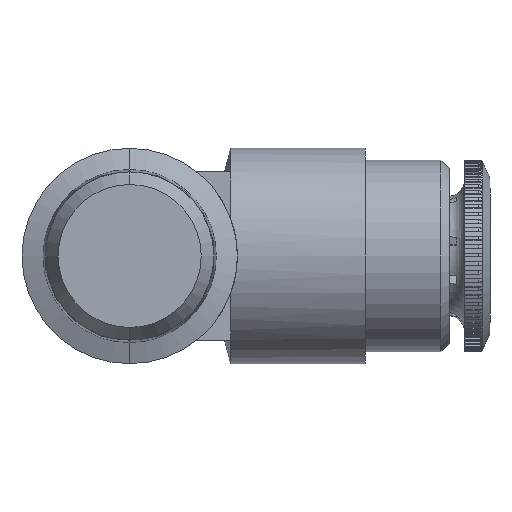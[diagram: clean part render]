
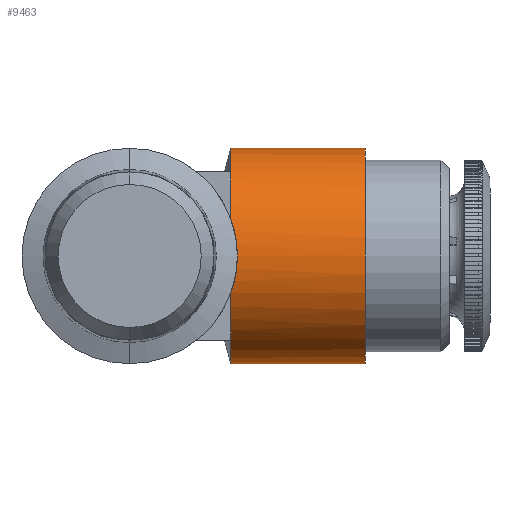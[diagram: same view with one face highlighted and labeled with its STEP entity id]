
A CAD part, front view. The second image highlights one B-rep face of the part: STEP entity #9463.
In plain terms, the highlighted cylindrical face has radius 6.4 mm (diameter 12.8 mm), a partial arc.
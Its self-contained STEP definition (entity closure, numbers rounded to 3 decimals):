
#112 = VERTEX_POINT ( 'NONE', #4040 ) ;
#126 = VERTEX_POINT ( 'NONE', #4054 ) ;
#127 = VERTEX_POINT ( 'NONE', #4055 ) ;
#128 = VERTEX_POINT ( 'NONE', #4056 ) ;
#129 = VERTEX_POINT ( 'NONE', #4057 ) ;
#130 = VERTEX_POINT ( 'NONE', #4058 ) ;
#136 = VERTEX_POINT ( 'NONE', #4064 ) ;
#137 = VERTEX_POINT ( 'NONE', #4065 ) ;
#147 = VERTEX_POINT ( 'NONE', #4075 ) ;
#151 = VERTEX_POINT ( 'NONE', #4079 ) ;
#152 = VERTEX_POINT ( 'NONE', #4080 ) ;
#154 = VERTEX_POINT ( 'NONE', #4082 ) ;
#155 = VERTEX_POINT ( 'NONE', #4083 ) ;
#158 = VERTEX_POINT ( 'NONE', #4086 ) ;
#843 =( BOUNDED_CURVE ( )  B_SPLINE_CURVE ( 3, ( #1367, #1366, #1371, #1372 ),
 .UNSPECIFIED., .F., .F. ) 
 B_SPLINE_CURVE_WITH_KNOTS ( ( 4, 4 ),
 ( 5.932, 6.634 ),
 .UNSPECIFIED. ) 
 CURVE ( )  GEOMETRIC_REPRESENTATION_ITEM ( )  RATIONAL_B_SPLINE_CURVE ( ( 1., 0.959, 0.959, 1. ) ) 
 REPRESENTATION_ITEM ( '' )  );
#1366 = CARTESIAN_POINT ( 'NONE',  ( -12.964, -6.536, -0.765 ) ) ;
#1367 = CARTESIAN_POINT ( 'NONE',  ( -13.491, -6.009, -2.202 ) ) ;
#1371 = CARTESIAN_POINT ( 'NONE',  ( -12.964, -6.536, 0.765 ) ) ;
#1372 = CARTESIAN_POINT ( 'NONE',  ( -13.491, -6.009, 2.202 ) ) ;
#1440 = CARTESIAN_POINT ( 'NONE',  ( 0., -3.995, 5. ) ) ;
#1441 = DIRECTION ( 'NONE',  ( -1., 0., 0. ) ) ;
#1445 = DIRECTION ( 'NONE',  ( 1., 0., 0. ) ) ;
#1446 = CARTESIAN_POINT ( 'NONE',  ( -13.491, 0., 0. ) ) ;
#1447 = DIRECTION ( 'NONE',  ( 1., 0., 0. ) ) ;
#1448 = DIRECTION ( 'NONE',  ( 0., 0., -1. ) ) ;
#1449 = CARTESIAN_POINT ( 'NONE',  ( 0., -6.004, 2.217 ) ) ;
#1450 = CARTESIAN_POINT ( 'NONE',  ( -13.484, 0., 0. ) ) ;
#1451 = DIRECTION ( 'NONE',  ( -1., 0., 0. ) ) ;
#1452 = DIRECTION ( 'NONE',  ( 0., 0., -1. ) ) ;
#1453 = CARTESIAN_POINT ( 'NONE',  ( 0., -6.004, -2.217 ) ) ;
#1454 = DIRECTION ( 'NONE',  ( -1., 0., 0. ) ) ;
#1455 = CARTESIAN_POINT ( 'NONE',  ( -13.491, 0., 0. ) ) ;
#1456 = DIRECTION ( 'NONE',  ( 1., 0., 0. ) ) ;
#1457 = DIRECTION ( 'NONE',  ( 0., 0., -1. ) ) ;
#1458 = CARTESIAN_POINT ( 'NONE',  ( -13.491, 0., 0. ) ) ;
#1459 = DIRECTION ( 'NONE',  ( 1., 0., 0. ) ) ;
#1460 = DIRECTION ( 'NONE',  ( 0., 0., -1. ) ) ;
#1461 = DIRECTION ( 'NONE',  ( -1., 0., 0. ) ) ;
#1463 = CARTESIAN_POINT ( 'NONE',  ( 0., -3.995, -5. ) ) ;
#1464 = CARTESIAN_POINT ( 'NONE',  ( -13.484, 0., 0. ) ) ;
#1465 = DIRECTION ( 'NONE',  ( -1., 0., 0. ) ) ;
#1466 = DIRECTION ( 'NONE',  ( 0., 0., -1. ) ) ;
#1469 = CARTESIAN_POINT ( 'NONE',  ( -5.5, 0., 0. ) ) ;
#1470 = DIRECTION ( 'NONE',  ( -1., 0., 0. ) ) ;
#1471 = DIRECTION ( 'NONE',  ( 0., 0., -1. ) ) ;
#4040 = CARTESIAN_POINT ( 'NONE',  ( -13.491, -6.009, 2.202 ) ) ;
#4054 = CARTESIAN_POINT ( 'NONE',  ( -13.491, -3.995, -5. ) ) ;
#4055 = CARTESIAN_POINT ( 'NONE',  ( -13.491, 0., -6.4 ) ) ;
#4056 = CARTESIAN_POINT ( 'NONE',  ( -13.491, 0., 6.4 ) ) ;
#4057 = CARTESIAN_POINT ( 'NONE',  ( -5.5, 0., 6.4 ) ) ;
#4058 = CARTESIAN_POINT ( 'NONE',  ( -13.491, -3.995, 5. ) ) ;
#4064 = CARTESIAN_POINT ( 'NONE',  ( -5.5, 0., -6.4 ) ) ;
#4065 = CARTESIAN_POINT ( 'NONE',  ( -13.491, -6.009, -2.202 ) ) ;
#4075 = CARTESIAN_POINT ( 'NONE',  ( -13.484, -6.004, 2.217 ) ) ;
#4079 = CARTESIAN_POINT ( 'NONE',  ( -13.484, -3.995, 5. ) ) ;
#4080 = CARTESIAN_POINT ( 'NONE',  ( -13.491, -6.004, 2.217 ) ) ;
#4082 = CARTESIAN_POINT ( 'NONE',  ( -13.491, -6.004, -2.217 ) ) ;
#4083 = CARTESIAN_POINT ( 'NONE',  ( -13.484, -3.995, -5. ) ) ;
#4086 = CARTESIAN_POINT ( 'NONE',  ( -13.484, -6.004, -2.217 ) ) ;
#4383 = AXIS2_PLACEMENT_3D ( 'NONE', #7565, #7560, #7562 ) ;
#4445 = AXIS2_PLACEMENT_3D ( 'NONE', #7970, #7971, #7972 ) ;
#4460 = AXIS2_PLACEMENT_3D ( 'NONE', #1446, #1447, #1448 ) ;
#4461 = AXIS2_PLACEMENT_3D ( 'NONE', #1450, #1451, #1452 ) ;
#4462 = AXIS2_PLACEMENT_3D ( 'NONE', #1455, #1456, #1457 ) ;
#4463 = AXIS2_PLACEMENT_3D ( 'NONE', #1458, #1459, #1460 ) ;
#4464 = AXIS2_PLACEMENT_3D ( 'NONE', #1464, #1465, #1466 ) ;
#4465 = AXIS2_PLACEMENT_3D ( 'NONE', #1469, #1470, #1471 ) ;
#7560 = DIRECTION ( 'NONE',  ( 1., 0., 0. ) ) ;
#7562 = DIRECTION ( 'NONE',  ( 0., 0., -1. ) ) ;
#7565 = CARTESIAN_POINT ( 'NONE',  ( 0., 0., 0. ) ) ;
#7964 = DIRECTION ( 'NONE',  ( 1., 0., 0. ) ) ;
#7967 = DIRECTION ( 'NONE',  ( 1., 0., 0. ) ) ;
#7968 = CARTESIAN_POINT ( 'NONE',  ( 0., 0., -6.4 ) ) ;
#7969 = CARTESIAN_POINT ( 'NONE',  ( 0., 0., 6.4 ) ) ;
#7970 = CARTESIAN_POINT ( 'NONE',  ( -13.491, 0., 0. ) ) ;
#7971 = DIRECTION ( 'NONE',  ( 1., 0., 0. ) ) ;
#7972 = DIRECTION ( 'NONE',  ( 0., 0., -1. ) ) ;
#7982 = FACE_OUTER_BOUND ( 'NONE', #12946, .T. ) ;
#7987 = CYLINDRICAL_SURFACE ( 'NONE', #4383, 6.4 ) ;
#8083 = CIRCLE ( 'NONE', #4445, 6.4 ) ;
#8084 = LINE ( 'NONE', #7969, #8086 ) ;
#8086 = VECTOR ( 'NONE', #7964, 1000. ) ;
#8087 = LINE ( 'NONE', #7968, #8089 ) ;
#8089 = VECTOR ( 'NONE', #7967, 1000. ) ;
#8127 = LINE ( 'NONE', #1449, #8145 ) ;
#8139 = CIRCLE ( 'NONE', #4460, 6.4 ) ;
#8140 = LINE ( 'NONE', #1440, #8142 ) ;
#8141 = CIRCLE ( 'NONE', #4461, 6.4 ) ;
#8142 = VECTOR ( 'NONE', #1441, 1000. ) ;
#8143 = CIRCLE ( 'NONE', #4464, 6.4 ) ;
#8144 = CIRCLE ( 'NONE', #4462, 6.4 ) ;
#8145 = VECTOR ( 'NONE', #1445, 1000. ) ;
#8146 = CIRCLE ( 'NONE', #4463, 6.4 ) ;
#8147 = LINE ( 'NONE', #1453, #8149 ) ;
#8148 = LINE ( 'NONE', #1463, #8152 ) ;
#8149 = VECTOR ( 'NONE', #1454, 1000. ) ;
#8151 = CIRCLE ( 'NONE', #4465, 6.4 ) ;
#8152 = VECTOR ( 'NONE', #1461, 1000. ) ;
#8996 = ORIENTED_EDGE ( 'NONE', *, *, #9975, .F. ) ;
#8997 = ORIENTED_EDGE ( 'NONE', *, *, #10010, .T. ) ;
#8998 = ORIENTED_EDGE ( 'NONE', *, *, #10011, .F. ) ;
#8999 = ORIENTED_EDGE ( 'NONE', *, *, #10012, .F. ) ;
#9000 = ORIENTED_EDGE ( 'NONE', *, *, #10013, .F. ) ;
#9001 = ORIENTED_EDGE ( 'NONE', *, *, #10014, .T. ) ;
#9002 = ORIENTED_EDGE ( 'NONE', *, *, #9980, .F. ) ;
#9003 = ORIENTED_EDGE ( 'NONE', *, *, #10015, .T. ) ;
#9004 = ORIENTED_EDGE ( 'NONE', *, *, #10016, .F. ) ;
#9005 = ORIENTED_EDGE ( 'NONE', *, *, #10017, .F. ) ;
#9006 = ORIENTED_EDGE ( 'NONE', *, *, #10018, .T. ) ;
#9007 = ORIENTED_EDGE ( 'NONE', *, *, #9974, .T. ) ;
#9008 = ORIENTED_EDGE ( 'NONE', *, *, #9977, .T. ) ;
#9009 = ORIENTED_EDGE ( 'NONE', *, *, #10019, .T. ) ;
#9463 = ADVANCED_FACE ( 'NONE', ( #7982 ), #7987, .T. ) ;
#9974 = EDGE_CURVE ( 'NONE', #126, #127, #8083, .T. ) ;
#9975 = EDGE_CURVE ( 'NONE', #128, #129, #8084, .T. ) ;
#9977 = EDGE_CURVE ( 'NONE', #127, #136, #8087, .T. ) ;
#9980 = EDGE_CURVE ( 'NONE', #137, #112, #843, .T. ) ;
#10010 = EDGE_CURVE ( 'NONE', #128, #130, #8139, .T. ) ;
#10011 = EDGE_CURVE ( 'NONE', #151, #130, #8140, .T. ) ;
#10012 = EDGE_CURVE ( 'NONE', #147, #151, #8141, .T. ) ;
#10013 = EDGE_CURVE ( 'NONE', #152, #147, #8127, .T. ) ;
#10014 = EDGE_CURVE ( 'NONE', #152, #112, #8144, .T. ) ;
#10015 = EDGE_CURVE ( 'NONE', #137, #154, #8146, .T. ) ;
#10016 = EDGE_CURVE ( 'NONE', #158, #154, #8147, .T. ) ;
#10017 = EDGE_CURVE ( 'NONE', #155, #158, #8143, .T. ) ;
#10018 = EDGE_CURVE ( 'NONE', #155, #126, #8148, .T. ) ;
#10019 = EDGE_CURVE ( 'NONE', #136, #129, #8151, .T. ) ;
#12946 = EDGE_LOOP ( 'NONE', ( #8996, #8997, #8998, #8999, #9000, #9001, #9002, #9003, #9004, #9005, #9006, #9007, #9008, #9009 ) ) ;
